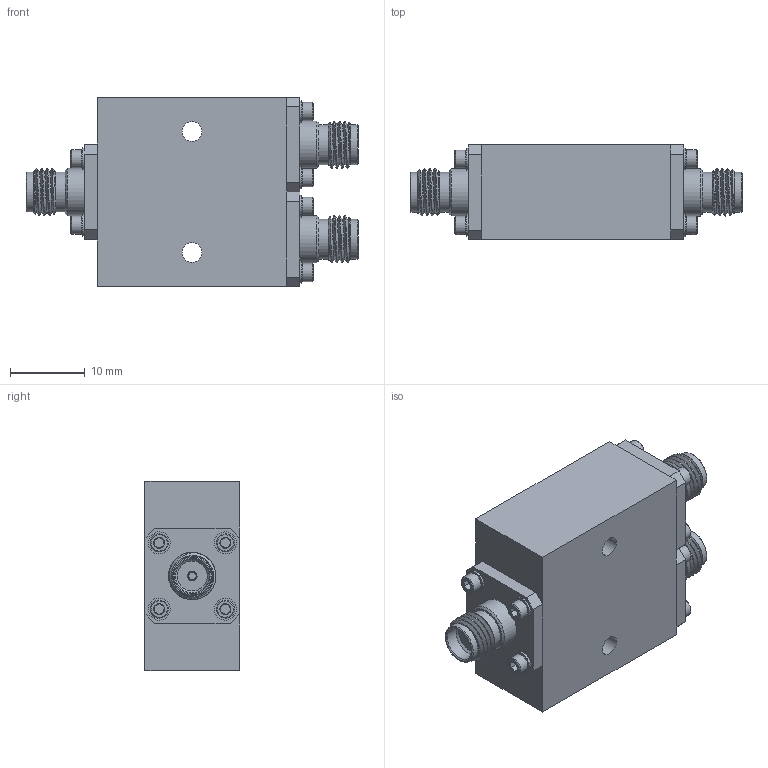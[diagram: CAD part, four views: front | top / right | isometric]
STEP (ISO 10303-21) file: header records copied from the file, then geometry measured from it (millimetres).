
FILE_DESCRIPTION (( 'STEP AP203' ), '1' );
FILE_NAME ('PE2023_3D.step', '2022-03-11T16:44:46', ( '' ), ( '' ), 'SwSTEP 2.0', 'SolidWorks 2021', '' );
FILE_SCHEMA (( 'CONFIG_CONTROL_DESIGN' ));
Length unit declared in the file: inch
Products named in the file (1): PE2023_3D
Bounding box: 44.55 x 12.78 x 25.4 mm (x, y, z)
Volume: 9467 mm3; surface area: 4343.7 mm2
Topology: 1 solids, 16 shells, 500 faces, 1035 edges, 634 vertices
Faces by surface type: plane 222, cylinder 131, cone 114, bspline 33
Full cylindrical faces by diameter (mm): 1.016 x6, 1.27 x6, 1.524 x36, 1.854 x15, 2.438 x12, 2.667 x2, 2.946 x12, 4.521 x3, 5.08 x3, 5.334 x6, 6.35 x3
Entity records: 24643 total; most frequent: CARTESIAN_POINT 16019, DIRECTION 1739, ORIENTED_EDGE 1538, EDGE_CURVE 769, AXIS2_PLACEMENT_3D 748, EDGE_LOOP 675, FACE_OUTER_BOUND 544, VERTEX_POINT 520
